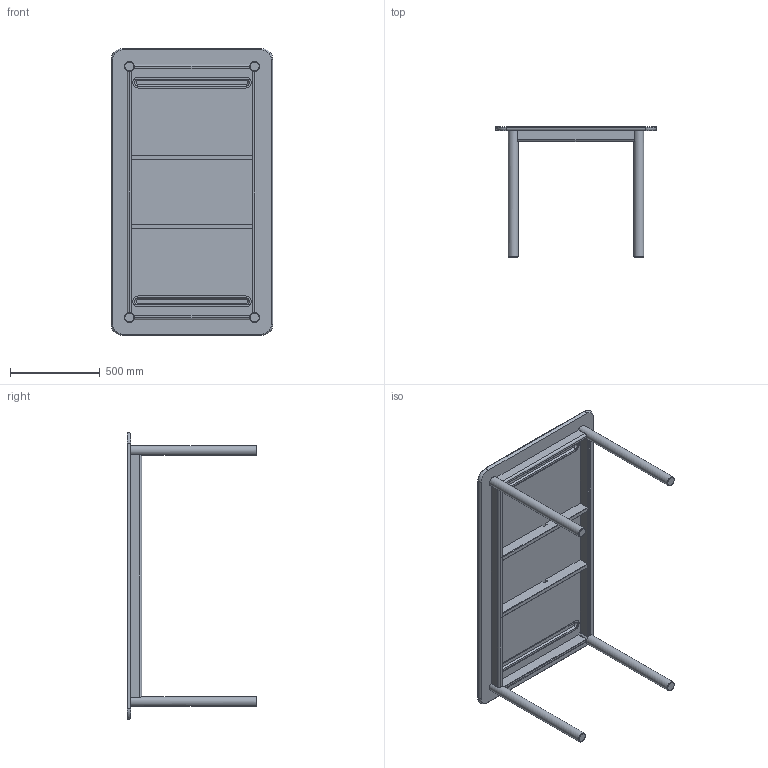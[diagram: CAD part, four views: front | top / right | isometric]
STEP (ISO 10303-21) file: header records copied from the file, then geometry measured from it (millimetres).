
FILE_DESCRIPTION(/* description */ (''),/* implementation_level */ '2;1');
FILE_NAME(/* name */ 'RENAME.stp',/* time_stamp */ '2025-11-25T15:53:21+01:00',/* author */ ('reg'),/* organization */ (''),/* preprocessor_version */ 'ST-DEVELOPER v20',/* originating_system */ 'Autodesk Inventor 2025',/* authorisation */ '');
FILE_SCHEMA (('AUTOMOTIVE_DESIGN { 1 0 10303 214 3 1 1 }'));
Length unit declared in the file: millimetre
Products named in the file (1): 6680-A-1000_Simplify_1
Bounding box: 900 x 725 x 1600 mm (x, y, z)
Volume: 42656324.9 mm3; surface area: 4091006.7 mm2
Topology: 1 solids, 1 shells, 142 faces, 372 edges, 240 vertices
Faces by surface type: plane 82, cylinder 44, torus 8, cone 8
Full cylindrical faces by diameter (mm): 55 x4
Entity records: 4667 total; most frequent: CARTESIAN_POINT 843, DIRECTION 778, ORIENTED_EDGE 744, EDGE_CURVE 372, AXIS2_PLACEMENT_3D 271, VERTEX_POINT 240, LINE 236, VECTOR 236
